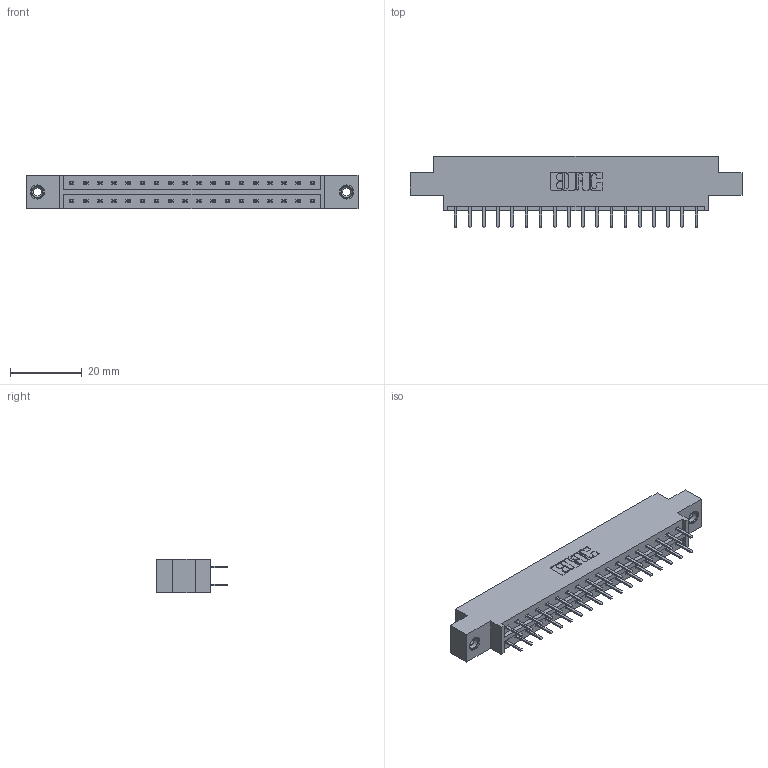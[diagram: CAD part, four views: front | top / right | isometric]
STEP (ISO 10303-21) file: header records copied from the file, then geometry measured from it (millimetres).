
FILE_DESCRIPTION (( 'STEP AP203' ), '1' );
FILE_NAME ('833-036-520-808.STEP', '2020-06-03T01:48:11', ( '' ), ( '' ), 'SwSTEP 2.0', 'SolidWorks 2020', '' );
FILE_SCHEMA (( 'CONFIG_CONTROL_DESIGN' ));
Length unit declared in the file: inch
Products named in the file (4): 833-036-520-808; 345-292-001_345-293-120; 345-250-001_345-250-003-102; 833 Part_Offset - .156 Dia - TI
Assembly tree (39 placements, depth 2):
  833-036-520-808
    833 Part_Offset - .156 Dia - TI
    345-292-001_345-293-120  x36
    345-250-001_345-250-003-102  x2
Bounding box: 92.86 x 20.02 x 9.4 mm (x, y, z)
Volume: 9006.1 mm3; surface area: 10590.3 mm2
Topology: 39 solids, 39 shells, 2194 faces, 6327 edges, 4114 vertices
Faces by surface type: plane 1474, cylinder 704, cone 12, torus 4
Entity records: 16116 total; most frequent: CARTESIAN_POINT 2697, ORIENTED_EDGE 2614, DIRECTION 2365, EDGE_CURVE 1307, VECTOR 1155, LINE 1155, VERTEX_POINT 864, AXIS2_PLACEMENT_3D 605
